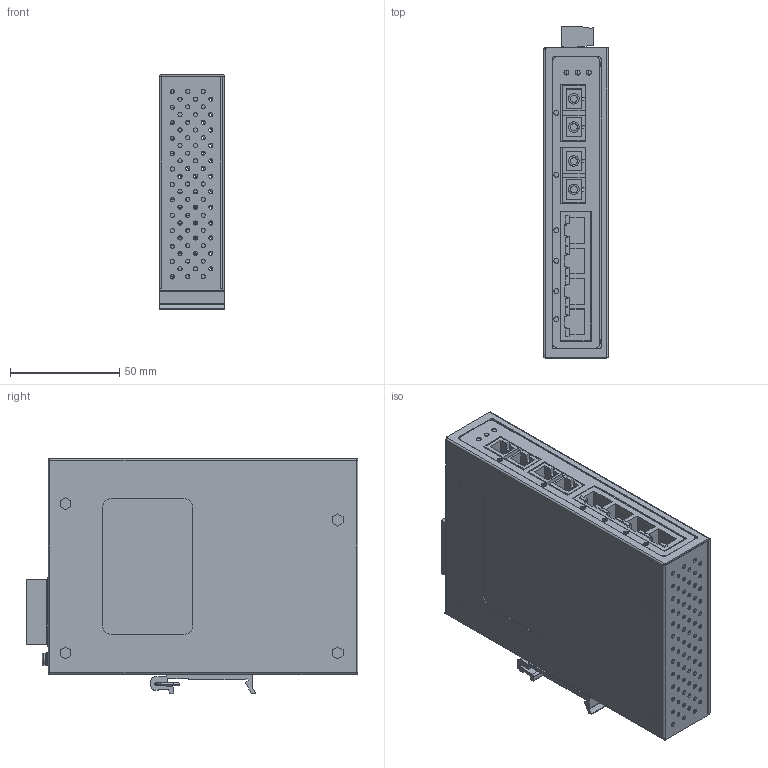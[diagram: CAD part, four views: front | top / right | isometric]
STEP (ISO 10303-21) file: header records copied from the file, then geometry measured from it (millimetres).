
FILE_DESCRIPTION (( 'STEP AP214' ), '1' );
FILE_NAME ('LEONTON_EG2-0800_3D sr1 solid but 16 bad faces1 extTB1ac coord pre CASE MOD for ET2-0602M 1aCd cmb1Cc mm coord fxt.STEP', '2023-07-19T13:39:36', ( '' ), ( '' ), 'SwSTEP 2.0', 'SolidWorks 2021', '' );
FILE_SCHEMA (( 'AUTOMOTIVE_DESIGN' ));
Length unit declared in the file: inch
Products named in the file (1): LEONTON_EG2-0800_3D sr1 solid but 16 bad faces1 extTB1ac coord pre CASE MOD for ET2-0602M 1aCd cmb1Cc  mm coord fxt
Bounding box: 30 x 152.14 x 107.94 mm (x, y, z)
Volume: 74430.8 mm3; surface area: 116578.7 mm2
Topology: 34 solids, 34 shells, 2176 faces, 5572 edges, 3533 vertices
Faces by surface type: plane 1065, cylinder 834, cone 138, torus 94, sphere 36, bspline 9
Entity records: 70506 total; most frequent: CARTESIAN_POINT 15990, DIRECTION 11544, ORIENTED_EDGE 10980, EDGE_CURVE 5490, AXIS2_PLACEMENT_3D 4121, VERTEX_POINT 3516, LINE 3302, VECTOR 3302
